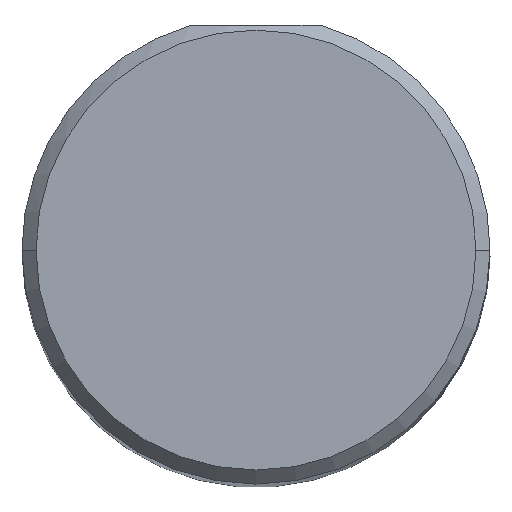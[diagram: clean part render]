
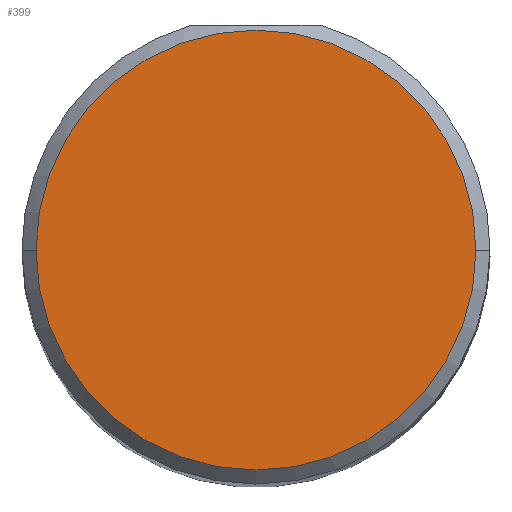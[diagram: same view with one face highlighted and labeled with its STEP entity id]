
A CAD part, top view. The second image highlights one B-rep face of the part: STEP entity #399.
In plain terms, the highlighted planar face has unit normal (0, 0, 1).
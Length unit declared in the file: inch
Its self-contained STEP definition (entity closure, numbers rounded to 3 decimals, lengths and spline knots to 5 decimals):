
#31 = CARTESIAN_POINT ( 'NONE',  ( 0., 0., 4. ) ) ;
#38 = CIRCLE ( 'NONE', #432, 0.235 ) ;
#60 = AXIS2_PLACEMENT_3D ( 'NONE', #567, #333, #424 ) ;
#71 = ORIENTED_EDGE ( 'NONE', *, *, #123, .T. ) ;
#109 = DIRECTION ( 'NONE',  ( 0., 0., 1. ) ) ;
#123 = EDGE_CURVE ( 'NONE', #269, #245, #469, .T. ) ;
#143 = DIRECTION ( 'NONE',  ( 0., 0., 1. ) ) ;
#151 = CARTESIAN_POINT ( 'NONE',  ( 0., 0., 4. ) ) ;
#160 = PLANE ( 'NONE',  #60 ) ;
#186 = DIRECTION ( 'NONE',  ( 1., 0., 0. ) ) ;
#216 = EDGE_CURVE ( 'NONE', #245, #269, #38, .T. ) ;
#219 = ORIENTED_EDGE ( 'NONE', *, *, #216, .T. ) ;
#232 = AXIS2_PLACEMENT_3D ( 'NONE', #151, #143, #186 ) ;
#245 = VERTEX_POINT ( 'NONE', #544 ) ;
#269 = VERTEX_POINT ( 'NONE', #411 ) ;
#333 = DIRECTION ( 'NONE',  ( 0., 0., 1. ) ) ;
#372 = DIRECTION ( 'NONE',  ( 1., 0., 0. ) ) ;
#385 = FACE_OUTER_BOUND ( 'NONE', #414, .T. ) ;
#399 = ADVANCED_FACE ( 'NONE', ( #385 ), #160, .T. ) ;
#411 = CARTESIAN_POINT ( 'NONE',  ( 0.235, 0., 4. ) ) ;
#414 = EDGE_LOOP ( 'NONE', ( #219, #71 ) ) ;
#424 = DIRECTION ( 'NONE',  ( 1., 0., 0. ) ) ;
#432 = AXIS2_PLACEMENT_3D ( 'NONE', #31, #109, #372 ) ;
#469 = CIRCLE ( 'NONE', #232, 0.235 ) ;
#544 = CARTESIAN_POINT ( 'NONE',  ( -0.235, 0., 4. ) ) ;
#567 = CARTESIAN_POINT ( 'NONE',  ( 0., 0., 4. ) ) ;
